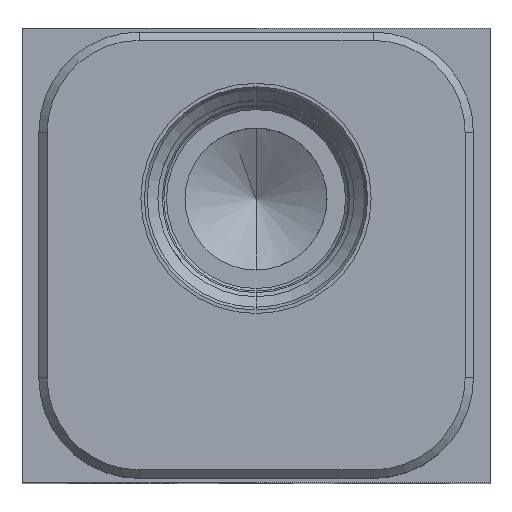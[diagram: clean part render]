
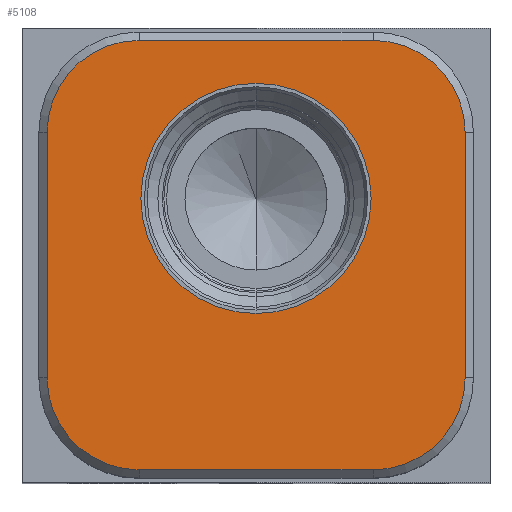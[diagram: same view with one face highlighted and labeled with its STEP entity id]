
A CAD part, top view. The second image highlights one B-rep face of the part: STEP entity #5108.
In plain terms, the highlighted planar face has unit normal (0, 0, 1).
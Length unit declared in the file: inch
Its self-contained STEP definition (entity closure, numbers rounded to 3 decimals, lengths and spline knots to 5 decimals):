
#2586=CARTESIAN_POINT('',(0.875,1.062,3.875));
#2587=DIRECTION('',(0.,0.,-1.));
#2588=DIRECTION('',(0.,-1.,0.));
#2589=AXIS2_PLACEMENT_3D('',#2586,#2587,#2588);
#2591=CARTESIAN_POINT('',(0.875,1.062,3.875));
#2592=DIRECTION('',(0.,0.,-1.));
#2593=DIRECTION('',(0.,1.,0.));
#2594=AXIS2_PLACEMENT_3D('',#2591,#2592,#2593);
#2596=CARTESIAN_POINT('',(1.313,1.309,3.875));
#2597=DIRECTION('',(0.,0.,-1.));
#2598=DIRECTION('',(0.,1.,0.));
#2599=AXIS2_PLACEMENT_3D('',#2596,#2597,#2598);
#2610=DIRECTION('',(1.,0.,0.));
#2611=VECTOR('',#2610,0.875);
#2612=CARTESIAN_POINT('',(0.438,1.653,3.875));
#2613=LINE('',#2612,#2611);
#2622=CARTESIAN_POINT('',(0.438,1.309,3.875));
#2623=DIRECTION('',(0.,0.,-1.));
#2624=DIRECTION('',(-1.,0.,0.));
#2625=AXIS2_PLACEMENT_3D('',#2622,#2623,#2624);
#2636=DIRECTION('',(0.,1.,0.));
#2637=VECTOR('',#2636,0.918);
#2638=CARTESIAN_POINT('',(0.094,0.391,3.875));
#2639=LINE('',#2638,#2637);
#2648=CARTESIAN_POINT('',(0.438,0.391,3.875));
#2649=DIRECTION('',(0.,0.,-1.));
#2650=DIRECTION('',(0.,-1.,0.));
#2651=AXIS2_PLACEMENT_3D('',#2648,#2649,#2650);
#2662=DIRECTION('',(-1.,0.,0.));
#2663=VECTOR('',#2662,0.875);
#2664=CARTESIAN_POINT('',(1.313,0.047,3.875));
#2665=LINE('',#2664,#2663);
#2670=CARTESIAN_POINT('',(1.313,0.391,3.875));
#2671=DIRECTION('',(0.,0.,-1.));
#2672=DIRECTION('',(1.,0.,0.));
#2673=AXIS2_PLACEMENT_3D('',#2670,#2671,#2672);
#2688=DIRECTION('',(0.,-1.,0.));
#2689=VECTOR('',#2688,0.918);
#2690=CARTESIAN_POINT('',(1.657,1.309,3.875));
#2691=LINE('',#2690,#2689);
#3066=CARTESIAN_POINT('',(0.875,0.6315,3.875));
#3067=CARTESIAN_POINT('',(0.875,1.4925,3.875));
#3068=VERTEX_POINT('',#3066);
#3069=VERTEX_POINT('',#3067);
#3109=CARTESIAN_POINT('',(1.313,0.047,3.875));
#3110=CARTESIAN_POINT('',(0.438,0.047,3.875));
#3111=VERTEX_POINT('',#3109);
#3112=VERTEX_POINT('',#3110);
#3117=CARTESIAN_POINT('',(0.094,0.391,3.875));
#3118=VERTEX_POINT('',#3117);
#3121=CARTESIAN_POINT('',(0.094,1.309,3.875));
#3122=VERTEX_POINT('',#3121);
#3125=CARTESIAN_POINT('',(0.438,1.653,3.875));
#3126=VERTEX_POINT('',#3125);
#3129=CARTESIAN_POINT('',(1.313,1.653,3.875));
#3130=VERTEX_POINT('',#3129);
#3133=CARTESIAN_POINT('',(1.657,1.309,3.875));
#3134=VERTEX_POINT('',#3133);
#3137=CARTESIAN_POINT('',(1.657,0.391,3.875));
#3138=VERTEX_POINT('',#3137);
#5080=CARTESIAN_POINT('',(0.,0.,3.875));
#5081=DIRECTION('',(0.,0.,1.));
#5082=DIRECTION('',(0.,1.,0.));
#5083=AXIS2_PLACEMENT_3D('',#5080,#5081,#5082);
#5084=PLANE('',#5083);
#5086=ORIENTED_EDGE('',*,*,#5085,.T.);
#5088=ORIENTED_EDGE('',*,*,#5087,.T.);
#5090=ORIENTED_EDGE('',*,*,#5089,.T.);
#5092=ORIENTED_EDGE('',*,*,#5091,.T.);
#5094=ORIENTED_EDGE('',*,*,#5093,.T.);
#5096=ORIENTED_EDGE('',*,*,#5095,.T.);
#5098=ORIENTED_EDGE('',*,*,#5097,.T.);
#5100=ORIENTED_EDGE('',*,*,#5099,.T.);
#5101=EDGE_LOOP('',(#5086,#5088,#5090,#5092,#5094,#5096,#5098,#5100));
#5102=FACE_OUTER_BOUND('',#5101,.F.);
#5104=ORIENTED_EDGE('',*,*,#5103,.F.);
#5105=ORIENTED_EDGE('',*,*,#5070,.F.);
#5106=EDGE_LOOP('',(#5104,#5105));
#5107=FACE_BOUND('',#5106,.F.);
#5108=ADVANCED_FACE('',(#5102,#5107),#5084,.T.);
#2590=CIRCLE('',#2589,0.4305);
#2595=CIRCLE('',#2594,0.4305);
#2600=CIRCLE('',#2599,0.344);
#2626=CIRCLE('',#2625,0.344);
#2652=CIRCLE('',#2651,0.344);
#2674=CIRCLE('',#2673,0.344);
#5070=EDGE_CURVE('',#3069,#3068,#2595,.T.);
#5085=EDGE_CURVE('',#3130,#3134,#2600,.T.);
#5087=EDGE_CURVE('',#3134,#3138,#2691,.T.);
#5089=EDGE_CURVE('',#3138,#3111,#2674,.T.);
#5091=EDGE_CURVE('',#3111,#3112,#2665,.T.);
#5093=EDGE_CURVE('',#3112,#3118,#2652,.T.);
#5095=EDGE_CURVE('',#3118,#3122,#2639,.T.);
#5097=EDGE_CURVE('',#3122,#3126,#2626,.T.);
#5099=EDGE_CURVE('',#3126,#3130,#2613,.T.);
#5103=EDGE_CURVE('',#3068,#3069,#2590,.T.);
